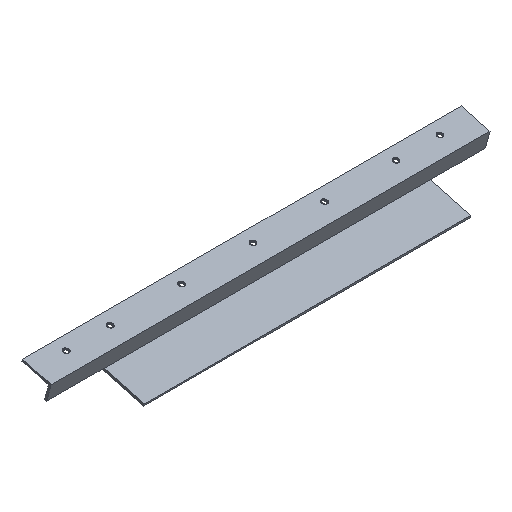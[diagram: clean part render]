
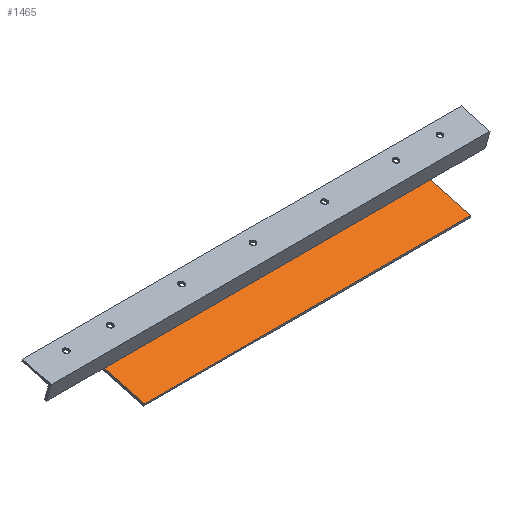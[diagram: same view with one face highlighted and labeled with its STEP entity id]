
A CAD part, isometric view. The second image highlights one B-rep face of the part: STEP entity #1465.
In plain terms, the highlighted planar face has unit normal (0, -0.259, 0.966).
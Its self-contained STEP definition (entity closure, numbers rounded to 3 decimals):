
#36=PLANE('',#1571);
#127=FACE_OUTER_BOUND('',#218,.T.);
#218=EDGE_LOOP('',(#1290,#1291,#1292,#1293));
#428=LINE('',#6978,#499);
#429=LINE('',#6980,#500);
#430=LINE('',#6982,#501);
#431=LINE('',#6983,#502);
#499=VECTOR('',#1794,10.);
#500=VECTOR('',#1795,10.);
#501=VECTOR('',#1796,10.);
#502=VECTOR('',#1797,10.);
#659=VERTEX_POINT('',#6976);
#660=VERTEX_POINT('',#6977);
#661=VERTEX_POINT('',#6979);
#662=VERTEX_POINT('',#6981);
#874=EDGE_CURVE('',#659,#660,#428,.T.);
#875=EDGE_CURVE('',#660,#661,#429,.T.);
#876=EDGE_CURVE('',#662,#661,#430,.T.);
#877=EDGE_CURVE('',#659,#662,#431,.T.);
#1290=ORIENTED_EDGE('',*,*,#874,.T.);
#1291=ORIENTED_EDGE('',*,*,#875,.T.);
#1292=ORIENTED_EDGE('',*,*,#876,.F.);
#1293=ORIENTED_EDGE('',*,*,#877,.F.);
#1465=ADVANCED_FACE('',(#127),#36,.T.);
#1571=AXIS2_PLACEMENT_3D('',#6975,#1792,#1793);
#1792=DIRECTION('center_axis',(0.,-0.259,0.966));
#1793=DIRECTION('ref_axis',(-1.,0.,0.));
#1794=DIRECTION('',(-1.,0.,0.));
#1795=DIRECTION('',(0.,-0.966,-0.259));
#1796=DIRECTION('',(-1.,0.,0.));
#1797=DIRECTION('',(0.,-0.966,-0.259));
#6975=CARTESIAN_POINT('Origin',(-150.4,594.36,179.613));
#6976=CARTESIAN_POINT('',(-150.4,592.428,179.095));
#6977=CARTESIAN_POINT('',(-447.5,592.428,179.095));
#6978=CARTESIAN_POINT('',(-497.5,592.428,179.095));
#6979=CARTESIAN_POINT('',(-447.5,555.726,169.25));
#6980=CARTESIAN_POINT('',(-447.5,594.36,179.613));
#6981=CARTESIAN_POINT('',(-150.4,555.726,169.25));
#6982=CARTESIAN_POINT('',(-497.5,555.726,169.25));
#6983=CARTESIAN_POINT('',(-150.4,594.36,179.613));
